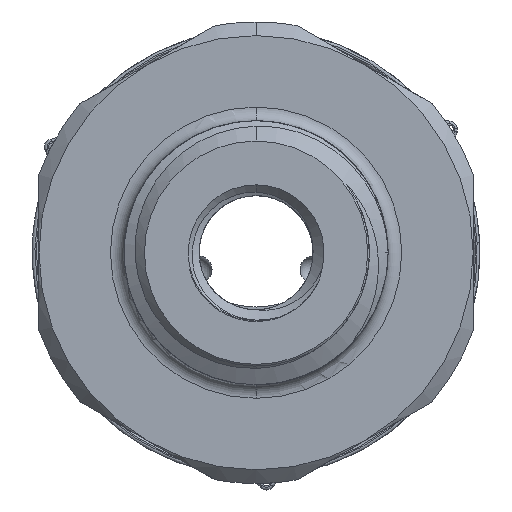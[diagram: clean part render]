
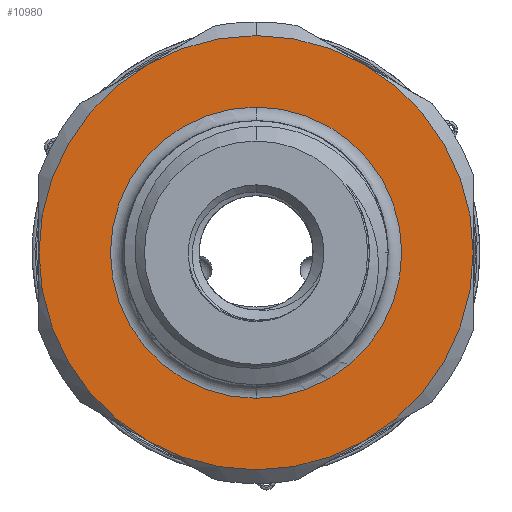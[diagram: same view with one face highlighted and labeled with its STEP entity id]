
A CAD part, front view. The second image highlights one B-rep face of the part: STEP entity #10980.
In plain terms, the highlighted planar face has unit normal (0, -1, 0).
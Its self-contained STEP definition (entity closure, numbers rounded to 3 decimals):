
#103 = CIRCLE ( 'NONE', #2312, 8. ) ;
#264 = DIRECTION ( 'NONE',  ( 0., 0., -1. ) ) ;
#284 = CARTESIAN_POINT ( 'NONE',  ( 0., 7., 0. ) ) ;
#640 = EDGE_CURVE ( 'NONE', #6678, #11933, #3455, .T. ) ;
#675 = CARTESIAN_POINT ( 'NONE',  ( 0., 7., 8. ) ) ;
#858 = CIRCLE ( 'NONE', #9968, 8. ) ;
#1040 = ORIENTED_EDGE ( 'NONE', *, *, #640, .T. ) ;
#1044 = DIRECTION ( 'NONE',  ( 0., 0., -1. ) ) ;
#1238 = VERTEX_POINT ( 'NONE', #10718 ) ;
#1497 = DIRECTION ( 'NONE',  ( 0., 0., -1. ) ) ;
#1684 = CIRCLE ( 'NONE', #13274, 5.365 ) ;
#1689 = EDGE_CURVE ( 'NONE', #7142, #6678, #5355, .T. ) ;
#2172 = DIRECTION ( 'NONE',  ( 0., -1., 0. ) ) ;
#2312 = AXIS2_PLACEMENT_3D ( 'NONE', #8099, #12102, #264 ) ;
#2542 = CARTESIAN_POINT ( 'NONE',  ( 8., 7., 0. ) ) ;
#3242 = DIRECTION ( 'NONE',  ( 0., 1., 0. ) ) ;
#3382 = CARTESIAN_POINT ( 'NONE',  ( 0., 7., 0. ) ) ;
#3390 = VERTEX_POINT ( 'NONE', #675 ) ;
#3455 = CIRCLE ( 'NONE', #8109, 8. ) ;
#3489 = EDGE_CURVE ( 'NONE', #3390, #1238, #15648, .T. ) ;
#3642 = ORIENTED_EDGE ( 'NONE', *, *, #3489, .T. ) ;
#3945 = VERTEX_POINT ( 'NONE', #11405 ) ;
#3999 = ORIENTED_EDGE ( 'NONE', *, *, #13109, .T. ) ;
#4147 = VERTEX_POINT ( 'NONE', #6087 ) ;
#4340 = DIRECTION ( 'NONE',  ( 0., 0., -1. ) ) ;
#4472 = DIRECTION ( 'NONE',  ( 0., -1., 0. ) ) ;
#4920 = CIRCLE ( 'NONE', #6296, 8. ) ;
#4951 = DIRECTION ( 'NONE',  ( 0., 0., -1. ) ) ;
#4987 = EDGE_LOOP ( 'NONE', ( #5196, #1040, #3999, #3642, #11084, #13975, #16021 ) ) ;
#5196 = ORIENTED_EDGE ( 'NONE', *, *, #1689, .T. ) ;
#5355 = CIRCLE ( 'NONE', #12545, 8. ) ;
#5728 = FACE_OUTER_BOUND ( 'NONE', #4987, .T. ) ;
#5907 = EDGE_CURVE ( 'NONE', #7177, #7684, #103, .T. ) ;
#5941 = CARTESIAN_POINT ( 'NONE',  ( 0., 7., 0. ) ) ;
#6021 = ORIENTED_EDGE ( 'NONE', *, *, #14025, .T. ) ;
#6087 = CARTESIAN_POINT ( 'NONE',  ( 0., 7., 5.365 ) ) ;
#6198 = AXIS2_PLACEMENT_3D ( 'NONE', #16468, #16214, #4340 ) ;
#6296 = AXIS2_PLACEMENT_3D ( 'NONE', #13336, #10995, #10656 ) ;
#6678 = VERTEX_POINT ( 'NONE', #2542 ) ;
#7142 = VERTEX_POINT ( 'NONE', #9578 ) ;
#7177 = VERTEX_POINT ( 'NONE', #14962 ) ;
#7324 = AXIS2_PLACEMENT_3D ( 'NONE', #5941, #4472, #15040 ) ;
#7424 = CIRCLE ( 'NONE', #16572, 5.365 ) ;
#7684 = VERTEX_POINT ( 'NONE', #15003 ) ;
#8001 = AXIS2_PLACEMENT_3D ( 'NONE', #284, #10649, #1497 ) ;
#8099 = CARTESIAN_POINT ( 'NONE',  ( 0., 7., 0. ) ) ;
#8109 = AXIS2_PLACEMENT_3D ( 'NONE', #3382, #2172, #13821 ) ;
#8115 = EDGE_CURVE ( 'NONE', #7684, #7142, #16330, .T. ) ;
#8409 = FACE_BOUND ( 'NONE', #13303, .T. ) ;
#9578 = CARTESIAN_POINT ( 'NONE',  ( 4., 7., -6.928 ) ) ;
#9968 = AXIS2_PLACEMENT_3D ( 'NONE', #11523, #11262, #4951 ) ;
#10407 = ORIENTED_EDGE ( 'NONE', *, *, #14642, .T. ) ;
#10649 = DIRECTION ( 'NONE',  ( 0., -1., 0. ) ) ;
#10656 = DIRECTION ( 'NONE',  ( 0., 0., -1. ) ) ;
#10718 = CARTESIAN_POINT ( 'NONE',  ( -4., 7., 6.928 ) ) ;
#10913 = PLANE ( 'NONE',  #6198 ) ;
#10980 = ADVANCED_FACE ( 'NONE', ( #8409, #5728 ), #10913, .T. ) ;
#10995 = DIRECTION ( 'NONE',  ( 0., -1., 0. ) ) ;
#11084 = ORIENTED_EDGE ( 'NONE', *, *, #15121, .T. ) ;
#11248 = CARTESIAN_POINT ( 'NONE',  ( 0., 7., 0. ) ) ;
#11262 = DIRECTION ( 'NONE',  ( 0., -1., 0. ) ) ;
#11405 = CARTESIAN_POINT ( 'NONE',  ( 0., 7., -5.365 ) ) ;
#11523 = CARTESIAN_POINT ( 'NONE',  ( 0., 7., 0. ) ) ;
#11933 = VERTEX_POINT ( 'NONE', #13859 ) ;
#12037 = CARTESIAN_POINT ( 'NONE',  ( 0., 7., 0. ) ) ;
#12102 = DIRECTION ( 'NONE',  ( 0., -1., 0. ) ) ;
#12545 = AXIS2_PLACEMENT_3D ( 'NONE', #14170, #12867, #1044 ) ;
#12867 = DIRECTION ( 'NONE',  ( 0., -1., 0. ) ) ;
#13109 = EDGE_CURVE ( 'NONE', #11933, #3390, #4920, .T. ) ;
#13274 = AXIS2_PLACEMENT_3D ( 'NONE', #12037, #14723, #13424 ) ;
#13303 = EDGE_LOOP ( 'NONE', ( #6021, #10407 ) ) ;
#13336 = CARTESIAN_POINT ( 'NONE',  ( 0., 7., 0. ) ) ;
#13424 = DIRECTION ( 'NONE',  ( 0., 0., -1. ) ) ;
#13759 = DIRECTION ( 'NONE',  ( 0., 0., -1. ) ) ;
#13821 = DIRECTION ( 'NONE',  ( 0., 0., -1. ) ) ;
#13859 = CARTESIAN_POINT ( 'NONE',  ( 4., 7., 6.928 ) ) ;
#13975 = ORIENTED_EDGE ( 'NONE', *, *, #5907, .T. ) ;
#14025 = EDGE_CURVE ( 'NONE', #3945, #4147, #7424, .T. ) ;
#14170 = CARTESIAN_POINT ( 'NONE',  ( 0., 7., 0. ) ) ;
#14642 = EDGE_CURVE ( 'NONE', #4147, #3945, #1684, .T. ) ;
#14723 = DIRECTION ( 'NONE',  ( 0., 1., 0. ) ) ;
#14962 = CARTESIAN_POINT ( 'NONE',  ( -8., 7., 0. ) ) ;
#15003 = CARTESIAN_POINT ( 'NONE',  ( -4., 7., -6.928 ) ) ;
#15040 = DIRECTION ( 'NONE',  ( 0., 0., -1. ) ) ;
#15121 = EDGE_CURVE ( 'NONE', #1238, #7177, #858, .T. ) ;
#15648 = CIRCLE ( 'NONE', #7324, 8. ) ;
#16021 = ORIENTED_EDGE ( 'NONE', *, *, #8115, .T. ) ;
#16214 = DIRECTION ( 'NONE',  ( 0., -1., 0. ) ) ;
#16330 = CIRCLE ( 'NONE', #8001, 8. ) ;
#16468 = CARTESIAN_POINT ( 'NONE',  ( 0., 7., 0. ) ) ;
#16572 = AXIS2_PLACEMENT_3D ( 'NONE', #11248, #3242, #13759 ) ;
